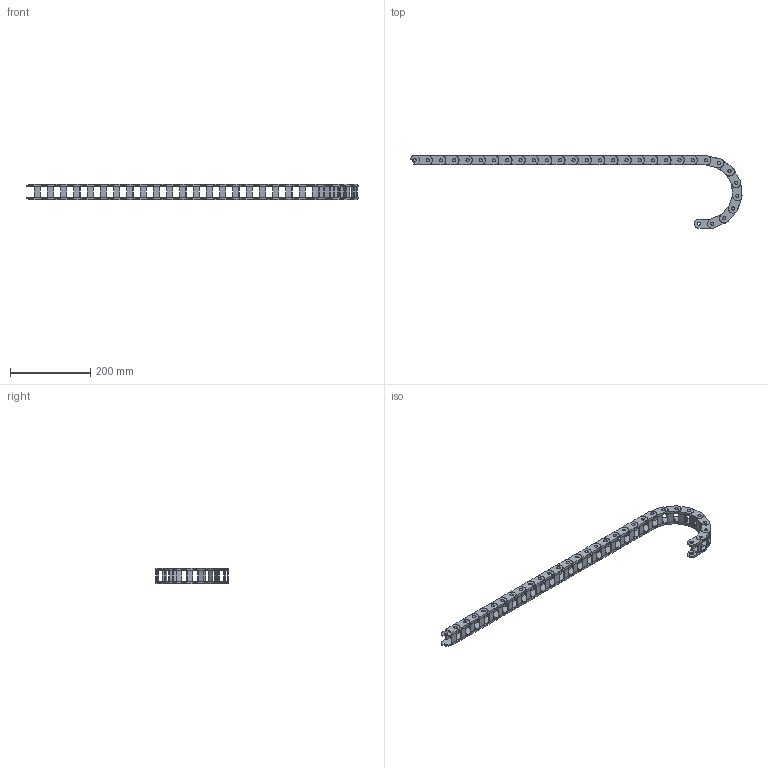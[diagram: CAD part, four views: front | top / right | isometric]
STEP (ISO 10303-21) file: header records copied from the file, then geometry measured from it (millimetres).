
FILE_DESCRIPTION (( 'STEP AP203' ), '1' );
FILE_NAME ('CDC-0.7X1.0R3.1N.step', '2024-04-17T14:23:41', ( '' ), ( '' ), 'SwSTEP 2.0', 'SolidWorks 2023', '' );
FILE_SCHEMA (( 'CONFIG_CONTROL_DESIGN' ));
Length unit declared in the file: millimetre
Products named in the file (1): CDC-0.7X1.0R3.1N
Bounding box: 826.89 x 180.72 x 38 mm (x, y, z)
Volume: 307300.3 mm3; surface area: 223840.1 mm2
Topology: 30 solids, 30 shells, 2550 faces, 7110 edges, 4740 vertices
Faces by surface type: plane 1290, cylinder 1260
Entity records: 83033 total; most frequent: DIRECTION 14852, CARTESIAN_POINT 14401, ORIENTED_EDGE 14220, EDGE_CURVE 7110, AXIS2_PLACEMENT_3D 5191, VERTEX_POINT 4740, LINE 4470, VECTOR 4470
